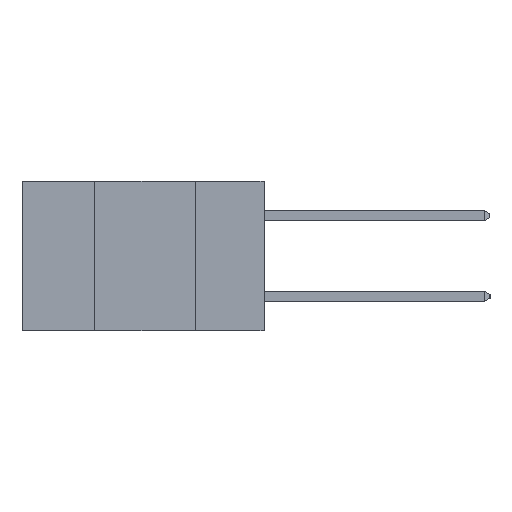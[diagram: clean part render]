
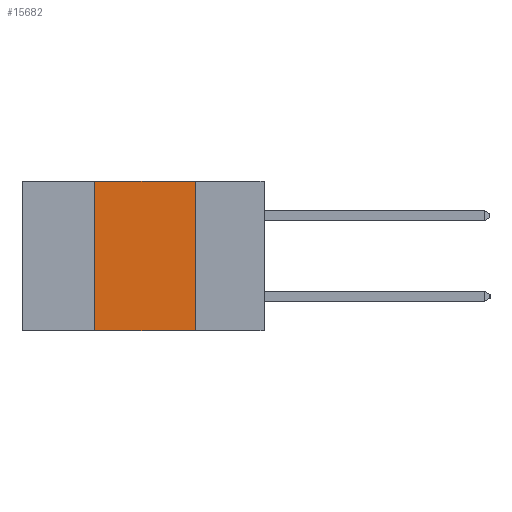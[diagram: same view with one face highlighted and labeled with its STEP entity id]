
A CAD part, left-side view. The second image highlights one B-rep face of the part: STEP entity #15682.
In plain terms, the highlighted planar face has unit normal (-1, 0, 0).
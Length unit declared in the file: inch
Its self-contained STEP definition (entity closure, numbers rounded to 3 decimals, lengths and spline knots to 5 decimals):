
#150 = EDGE_LOOP ( 'NONE', ( #5318, #1459, #2836, #16664 ) ) ;
#612 = CARTESIAN_POINT ( 'NONE',  ( 0., 0.42, 0. ) ) ;
#1043 = CARTESIAN_POINT ( 'NONE',  ( 0., 0.17, 0. ) ) ;
#1159 = CARTESIAN_POINT ( 'NONE',  ( 0., 0.42, -0.37 ) ) ;
#1459 = ORIENTED_EDGE ( 'NONE', *, *, #11441, .F. ) ;
#1705 = VECTOR ( 'NONE', #7025, 39.37008 ) ;
#2073 = CARTESIAN_POINT ( 'NONE',  ( 0., 0.42, -0.37 ) ) ;
#2611 = DIRECTION ( 'NONE',  ( 0., 0., 1. ) ) ;
#2836 = ORIENTED_EDGE ( 'NONE', *, *, #10516, .F. ) ;
#2868 = CARTESIAN_POINT ( 'NONE',  ( 0., 0.17, -0.37 ) ) ;
#3756 = CARTESIAN_POINT ( 'NONE',  ( 0., 0.17, -0.37 ) ) ;
#3780 = AXIS2_PLACEMENT_3D ( 'NONE', #8201, #17556, #9632 ) ;
#3839 = VERTEX_POINT ( 'NONE', #612 ) ;
#4084 = EDGE_CURVE ( 'NONE', #7851, #4874, #13152, .T. ) ;
#4175 = DIRECTION ( 'NONE',  ( 0., 0., -1. ) ) ;
#4874 = VERTEX_POINT ( 'NONE', #2868 ) ;
#5318 = ORIENTED_EDGE ( 'NONE', *, *, #4084, .F. ) ;
#5513 = DIRECTION ( 'NONE',  ( 0., -1., 0. ) ) ;
#5717 = VECTOR ( 'NONE', #4175, 39.37008 ) ;
#7025 = DIRECTION ( 'NONE',  ( 0., -1., 0. ) ) ;
#7851 = VERTEX_POINT ( 'NONE', #1043 ) ;
#8201 = CARTESIAN_POINT ( 'NONE',  ( 0., 0.6, 0. ) ) ;
#8630 = EDGE_CURVE ( 'NONE', #11865, #4874, #9615, .T. ) ;
#9181 = VECTOR ( 'NONE', #5513, 39.37008 ) ;
#9425 = VECTOR ( 'NONE', #2611, 39.37008 ) ;
#9615 = LINE ( 'NONE', #17737, #9181 ) ;
#9632 = DIRECTION ( 'NONE',  ( 0., 0., -1. ) ) ;
#10516 = EDGE_CURVE ( 'NONE', #11865, #3839, #16520, .T. ) ;
#11441 = EDGE_CURVE ( 'NONE', #3839, #7851, #16876, .T. ) ;
#11865 = VERTEX_POINT ( 'NONE', #2073 ) ;
#13152 = LINE ( 'NONE', #3756, #5717 ) ;
#13868 = CARTESIAN_POINT ( 'NONE',  ( 0., 0.6, 0. ) ) ;
#14302 = FACE_OUTER_BOUND ( 'NONE', #150, .T. ) ;
#14977 = PLANE ( 'NONE',  #3780 ) ;
#15682 = ADVANCED_FACE ( 'NONE', ( #14302 ), #14977, .F. ) ;
#16520 = LINE ( 'NONE', #1159, #9425 ) ;
#16664 = ORIENTED_EDGE ( 'NONE', *, *, #8630, .T. ) ;
#16876 = LINE ( 'NONE', #13868, #1705 ) ;
#17556 = DIRECTION ( 'NONE',  ( 1., 0., 0. ) ) ;
#17737 = CARTESIAN_POINT ( 'NONE',  ( 0., 0.6, -0.37 ) ) ;
